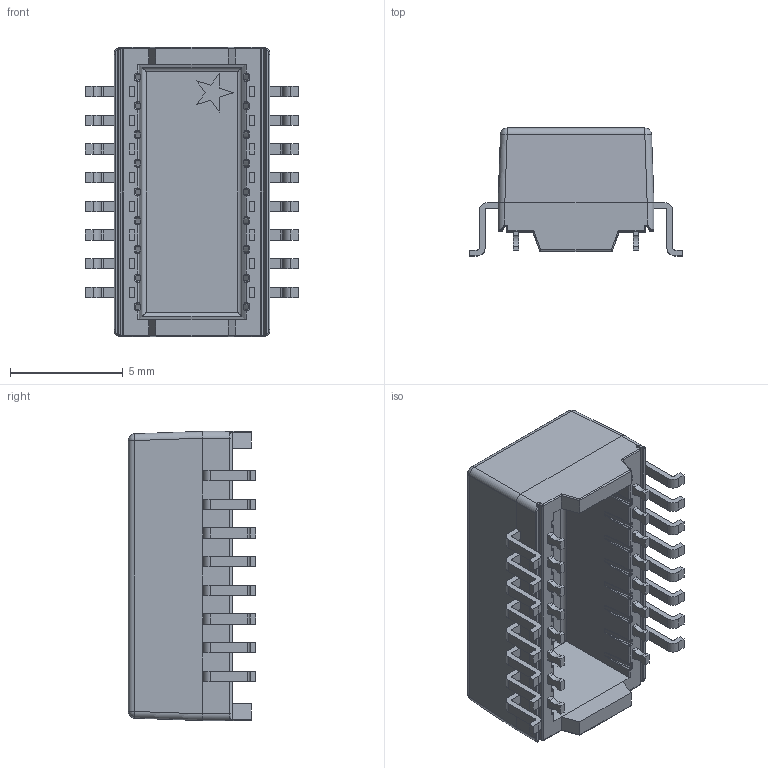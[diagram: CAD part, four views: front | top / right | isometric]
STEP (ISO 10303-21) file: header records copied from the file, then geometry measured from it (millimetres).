
FILE_DESCRIPTION(/* description */ (''),/* implementation_level */ '2;1');
FILE_NAME(/* name */ 'SM91074AL.stp',/* time_stamp */ '2018-07-09T15:27:36+08:00',/* author */ ('bills'),/* organization */ ('ME Department of NTUST'),/* preprocessor_version */ 'ST-DEVELOPER v16.5',/* originating_system */ 'Autodesk Inventor 2017',/* authorisation */ '');
FILE_SCHEMA (('AUTOMOTIVE_DESIGN { 1 0 10303 214 3 1 1 }'));
Length unit declared in the file: millimetre
Products named in the file (3): 16pin_case_171102_asm; 16PIN_CASE_171102; 16PIN_CASE_PIN
Assembly tree (17 placements, depth 2):
  16pin_case_171102_asm
    16PIN_CASE_171102
    16PIN_CASE_PIN  x16
Bounding box: 9.45 x 5.65 x 12.8 mm (x, y, z)
Volume: 203.3 mm3; surface area: 672.6 mm2
Topology: 17 solids, 17 shells, 1150 faces, 2940 edges, 1840 vertices
Faces by surface type: plane 551, cylinder 331, bspline 212, sphere 48, torus 8
Full cylindrical faces by diameter (mm): 1.2 x1
Entity records: 35349 total; most frequent: CARTESIAN_POINT 16596, ORIENTED_EDGE 4078, DIRECTION 3533, EDGE_CURVE 2039, LINE 1257, VECTOR 1257, VERTEX_POINT 1240, AXIS2_PLACEMENT_3D 1138
